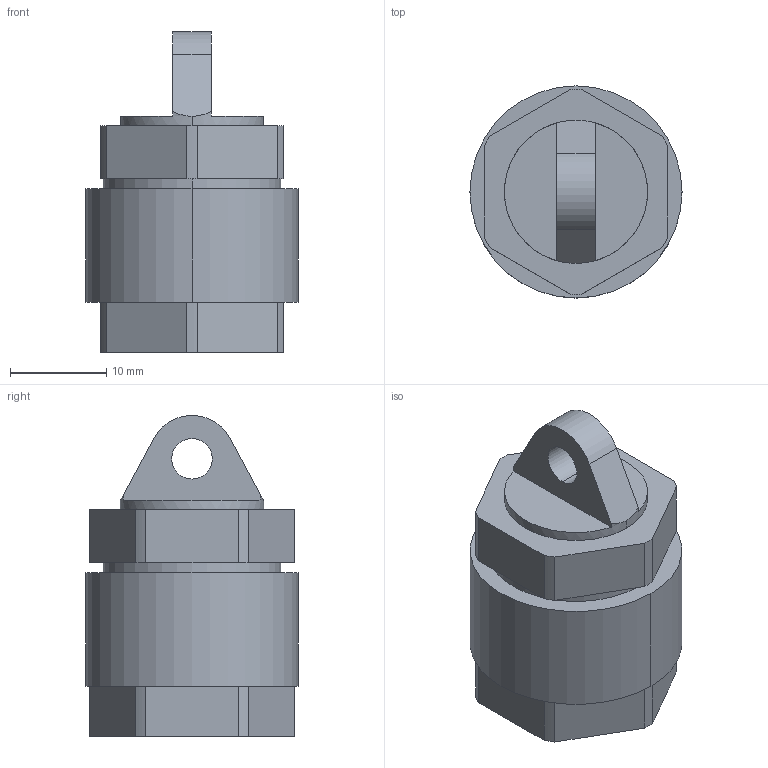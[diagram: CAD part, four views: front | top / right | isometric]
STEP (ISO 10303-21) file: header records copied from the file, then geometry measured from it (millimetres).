
FILE_DESCRIPTION((''),'2;1');
FILE_NAME('CAD-9056','2024-04-18T09:33:11',('creinig-se'),(''),'CREO PARAMETRIC BY PTC INC, 2022284','CREO PARAMETRIC BY PTC INC, 2022284','');
FILE_SCHEMA(('CONFIG_CONTROL_DESIGN','SHAPE_APPEARANCE_LAYERS_GROUPS'));
Length unit declared in the file: millimetre
Products named in the file (1): CAD-9056
Bounding box: 22 x 22 x 33.28 mm (x, y, z)
Volume: 8058.5 mm3; surface area: 2947.7 mm2
Topology: 1 solids, 1 shells, 55 faces, 143 edges, 96 vertices
Faces by surface type: plane 31, cylinder 24
Entity records: 2218 total; most frequent: CARTESIAN_POINT 300, DIRECTION 299, ORIENTED_EDGE 286, PRESENTATION_STYLE_ASSIGNMENT 144, STYLED_ITEM 144, CURVE_STYLE 143, EDGE_CURVE 143, AXIS2_PLACEMENT_3D 105
